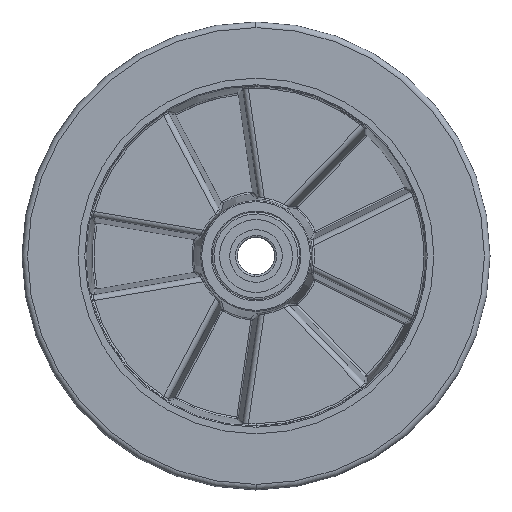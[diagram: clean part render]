
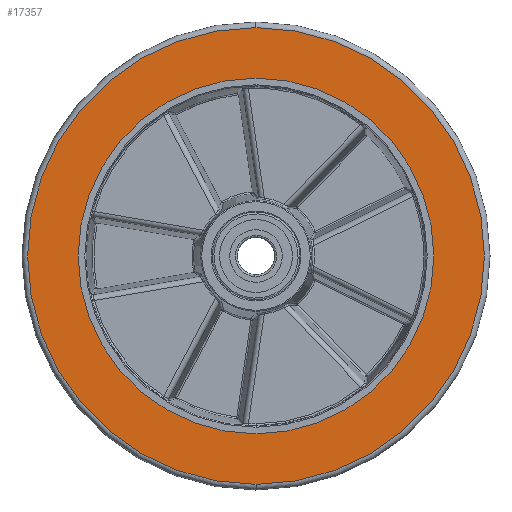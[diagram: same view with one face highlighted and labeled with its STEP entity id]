
A CAD part, left-side view. The second image highlights one B-rep face of the part: STEP entity #17357.
In plain terms, the highlighted planar face has unit normal (-1, 0, 0).
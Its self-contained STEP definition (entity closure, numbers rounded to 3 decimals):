
#214 = PLANE ( 'NONE',  #10113 ) ;
#388 = CARTESIAN_POINT ( 'NONE',  ( -25., 0., -95. ) ) ;
#432 = DIRECTION ( 'NONE',  ( 1., 0., 0. ) ) ;
#1093 = CARTESIAN_POINT ( 'NONE',  ( -25., 0., 0. ) ) ;
#1388 = DIRECTION ( 'NONE',  ( -1., 0., 0. ) ) ;
#1391 = CIRCLE ( 'NONE', #18485, 95. ) ;
#2061 = VERTEX_POINT ( 'NONE', #2426 ) ;
#2173 = DIRECTION ( 'NONE',  ( -1., 0., 0. ) ) ;
#2206 = DIRECTION ( 'NONE',  ( 0., 0., 1. ) ) ;
#2426 = CARTESIAN_POINT ( 'NONE',  ( -25., 0., -122. ) ) ;
#2630 = CIRCLE ( 'NONE', #13158, 95. ) ;
#2727 = ORIENTED_EDGE ( 'NONE', *, *, #7447, .T. ) ;
#3546 = DIRECTION ( 'NONE',  ( 0., 0., -1. ) ) ;
#4077 = EDGE_LOOP ( 'NONE', ( #12834, #11724 ) ) ;
#4907 = FACE_BOUND ( 'NONE', #4077, .T. ) ;
#5038 = CARTESIAN_POINT ( 'NONE',  ( -25., 0., 95. ) ) ;
#5190 = CIRCLE ( 'NONE', #11735, 122. ) ;
#5495 = FACE_OUTER_BOUND ( 'NONE', #11099, .T. ) ;
#6629 = DIRECTION ( 'NONE',  ( 0., 0., -1. ) ) ;
#7447 = EDGE_CURVE ( 'NONE', #19739, #2061, #15207, .T. ) ;
#7481 = ORIENTED_EDGE ( 'NONE', *, *, #15594, .T. ) ;
#7717 = DIRECTION ( 'NONE',  ( 0., 0., -1. ) ) ;
#10113 = AXIS2_PLACEMENT_3D ( 'NONE', #18967, #432, #3546 ) ;
#10748 = VERTEX_POINT ( 'NONE', #5038 ) ;
#11099 = EDGE_LOOP ( 'NONE', ( #7481, #2727 ) ) ;
#11724 = ORIENTED_EDGE ( 'NONE', *, *, #12697, .F. ) ;
#11735 = AXIS2_PLACEMENT_3D ( 'NONE', #16071, #2173, #6629 ) ;
#12697 = EDGE_CURVE ( 'NONE', #16711, #10748, #2630, .T. ) ;
#12834 = ORIENTED_EDGE ( 'NONE', *, *, #13573, .F. ) ;
#12903 = DIRECTION ( 'NONE',  ( 0., 0., 1. ) ) ;
#13158 = AXIS2_PLACEMENT_3D ( 'NONE', #15916, #19379, #2206 ) ;
#13573 = EDGE_CURVE ( 'NONE', #10748, #16711, #1391, .T. ) ;
#15207 = CIRCLE ( 'NONE', #19463, 122. ) ;
#15500 = CARTESIAN_POINT ( 'NONE',  ( -25., 0., 0. ) ) ;
#15594 = EDGE_CURVE ( 'NONE', #2061, #19739, #5190, .T. ) ;
#15885 = CARTESIAN_POINT ( 'NONE',  ( -25., 0., 122. ) ) ;
#15916 = CARTESIAN_POINT ( 'NONE',  ( -25., 0., 0. ) ) ;
#16071 = CARTESIAN_POINT ( 'NONE',  ( -25., 0., 0. ) ) ;
#16711 = VERTEX_POINT ( 'NONE', #388 ) ;
#17357 = ADVANCED_FACE ( 'NONE', ( #5495, #4907 ), #214, .F. ) ;
#18485 = AXIS2_PLACEMENT_3D ( 'NONE', #1093, #19165, #12903 ) ;
#18967 = CARTESIAN_POINT ( 'NONE',  ( -25., 95., 0. ) ) ;
#19165 = DIRECTION ( 'NONE',  ( -1., 0., 0. ) ) ;
#19379 = DIRECTION ( 'NONE',  ( -1., 0., 0. ) ) ;
#19463 = AXIS2_PLACEMENT_3D ( 'NONE', #15500, #1388, #7717 ) ;
#19739 = VERTEX_POINT ( 'NONE', #15885 ) ;
